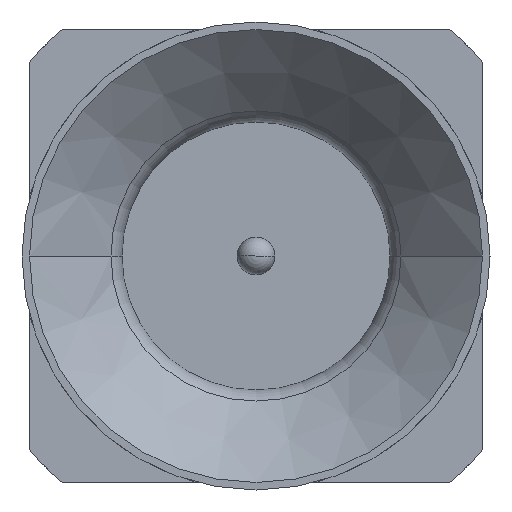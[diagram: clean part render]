
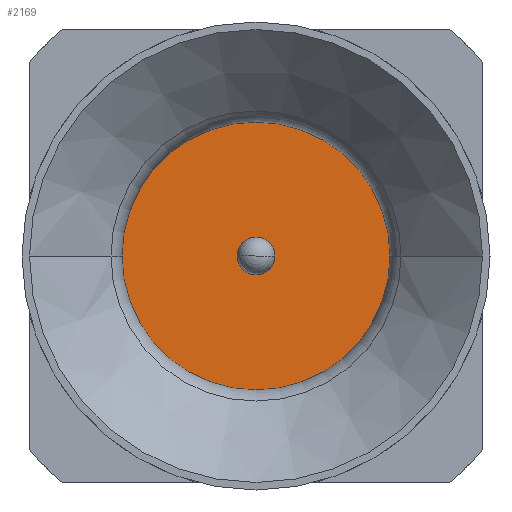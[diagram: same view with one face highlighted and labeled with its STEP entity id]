
A CAD part, left-side view. The second image highlights one B-rep face of the part: STEP entity #2169.
In plain terms, the highlighted planar face has unit normal (-1, 0, 0).
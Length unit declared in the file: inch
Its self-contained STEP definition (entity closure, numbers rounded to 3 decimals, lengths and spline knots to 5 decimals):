
#829=CARTESIAN_POINT('',(0.17835,0.,0.));
#830=DIRECTION('',(-1.,0.,0.));
#831=DIRECTION('',(0.,1.,0.));
#832=AXIS2_PLACEMENT_3D('',#829,#830,#831);
#842=CARTESIAN_POINT('',(0.17835,0.,0.));
#843=DIRECTION('',(1.,0.,0.));
#844=DIRECTION('',(0.,1.,0.));
#845=AXIS2_PLACEMENT_3D('',#842,#843,#844);
#847=CARTESIAN_POINT('',(0.17835,0.,0.));
#848=DIRECTION('',(-1.,0.,0.));
#849=DIRECTION('',(0.,1.,0.));
#850=AXIS2_PLACEMENT_3D('',#847,#848,#849);
#852=CARTESIAN_POINT('',(0.17835,0.,0.));
#853=DIRECTION('',(-1.,0.,0.));
#854=DIRECTION('',(0.,-1.,0.));
#855=AXIS2_PLACEMENT_3D('',#852,#853,#854);
#1027=CARTESIAN_POINT('',(0.17835,0.06988,0.));
#1029=VERTEX_POINT('',#1027);
#1031=CARTESIAN_POINT('',(0.17835,-0.06988,0.));
#1033=VERTEX_POINT('',#1031);
#1169=CARTESIAN_POINT('',(0.17835,0.00984,0.));
#1170=CARTESIAN_POINT('',(0.17835,-0.00984,0.));
#1171=VERTEX_POINT('',#1169);
#1172=VERTEX_POINT('',#1170);
#2154=CARTESIAN_POINT('',(0.17835,0.,0.));
#2155=DIRECTION('',(-1.,0.,0.));
#2156=DIRECTION('',(0.,1.,0.));
#2157=AXIS2_PLACEMENT_3D('',#2154,#2155,#2156);
#2158=PLANE('',#2157);
#2159=ORIENTED_EDGE('',*,*,#2133,.F.);
#2160=ORIENTED_EDGE('',*,*,#2149,.T.);
#2161=EDGE_LOOP('',(#2159,#2160));
#2162=FACE_OUTER_BOUND('',#2161,.F.);
#2164=ORIENTED_EDGE('',*,*,#2163,.T.);
#2166=ORIENTED_EDGE('',*,*,#2165,.T.);
#2167=EDGE_LOOP('',(#2164,#2166));
#2168=FACE_BOUND('',#2167,.F.);
#2169=ADVANCED_FACE('',(#2162,#2168),#2158,.T.);
#833=CIRCLE('',#832,0.06988);
#846=CIRCLE('',#845,0.06988);
#851=CIRCLE('',#850,0.00984);
#856=CIRCLE('',#855,0.00984);
#2133=EDGE_CURVE('',#1029,#1033,#833,.T.);
#2149=EDGE_CURVE('',#1029,#1033,#846,.T.);
#2163=EDGE_CURVE('',#1171,#1172,#851,.T.);
#2165=EDGE_CURVE('',#1172,#1171,#856,.T.);
